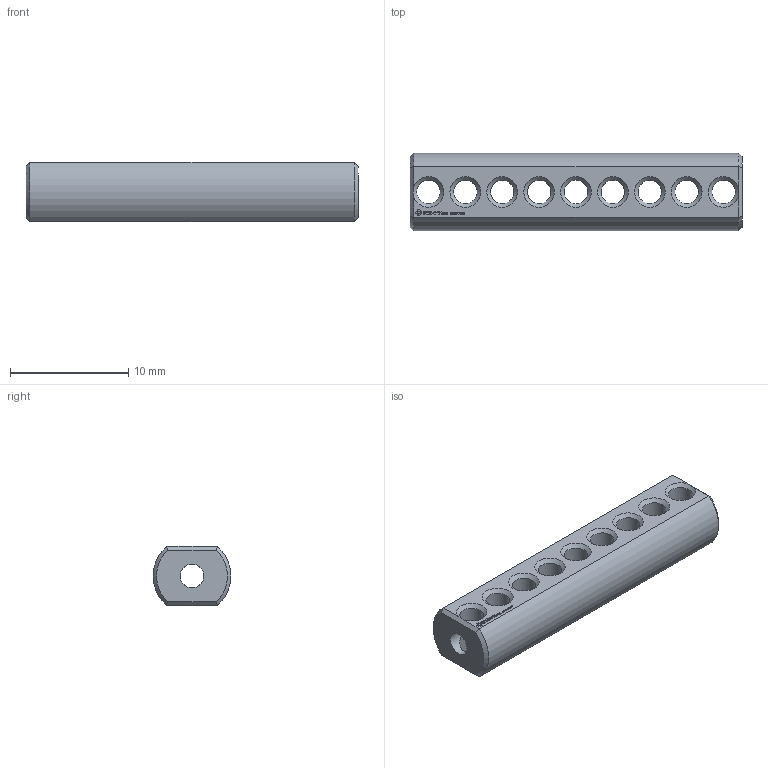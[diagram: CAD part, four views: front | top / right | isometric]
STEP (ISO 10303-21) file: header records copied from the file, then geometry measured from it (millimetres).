
FILE_DESCRIPTION(('FreeCAD Model'),'2;1');
FILE_NAME('Open CASCADE Shape Model','2024-06-18T00:13:45',(''),(''), 'Open CASCADE STEP processor 7.6','FreeCAD','Unknown');
FILE_SCHEMA(('AUTOMOTIVE_DESIGN { 1 0 10303 214 1 1 1 1 }'));
Length unit declared in the file: millimetre
Products named in the file (1): Shaft IDX BU02.25 - SPN-SFT-0129 (stemfie.org)
Bounding box: 28.12 x 6.6 x 5 mm (x, y, z)
Volume: 640.4 mm3; surface area: 849 mm2
Topology: 1 solids, 1 shells, 524 faces, 1498 edges, 984 vertices
Faces by surface type: plane 314, extrusion 158, cylinder 30, cone 22
Full cylindrical faces by diameter (mm): 2 x28
Entity records: 17218 total; most frequent: CARTESIAN_POINT 3955, ORIENTED_EDGE 2996, DIRECTION 2208, EDGE_CURVE 1498, VECTOR 1206, LINE 1048, VERTEX_POINT 984, FACE_BOUND 570
